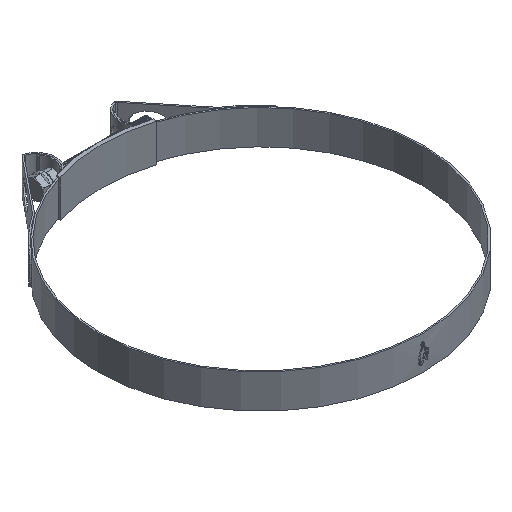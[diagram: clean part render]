
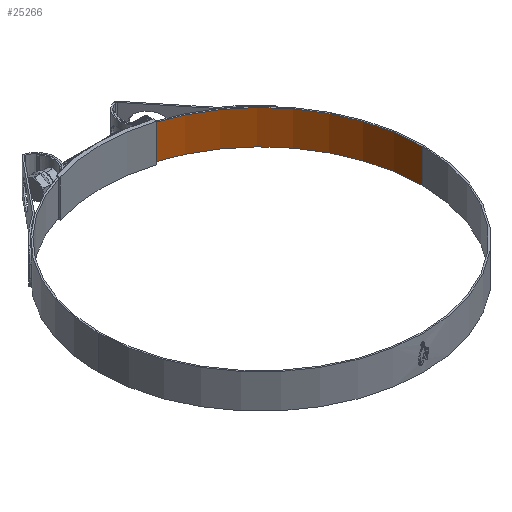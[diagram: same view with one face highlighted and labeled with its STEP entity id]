
A CAD part, isometric view. The second image highlights one B-rep face of the part: STEP entity #25266.
In plain terms, the highlighted cylindrical face has radius 132.5 mm (diameter 265 mm), a partial arc.
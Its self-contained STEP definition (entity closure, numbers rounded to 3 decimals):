
#74 = FACE_OUTER_BOUND ( 'NONE', #28435, .T. ) ;
#393 = CIRCLE ( 'NONE', #35284, 132.5 ) ;
#1181 = CARTESIAN_POINT ( 'NONE',  ( 132.5, 0., 14. ) ) ;
#1515 = ORIENTED_EDGE ( 'NONE', *, *, #23205, .T. ) ;
#2559 = DIRECTION ( 'NONE',  ( -1., 0., 0. ) ) ;
#4492 = DIRECTION ( 'NONE',  ( 0., 0., -1. ) ) ;
#5270 = CARTESIAN_POINT ( 'NONE',  ( 0., 0., 14. ) ) ;
#5738 = DIRECTION ( 'NONE',  ( 0., 0., -1. ) ) ;
#7014 = DIRECTION ( 'NONE',  ( -1., 0., 0. ) ) ;
#7069 = EDGE_CURVE ( 'NONE', #25056, #34551, #14293, .T. ) ;
#7080 = CARTESIAN_POINT ( 'NONE',  ( 132.5, 0., 14. ) ) ;
#8444 = CARTESIAN_POINT ( 'NONE',  ( 132.5, 0., -14. ) ) ;
#8772 = EDGE_CURVE ( 'NONE', #15923, #25912, #393, .T. ) ;
#9783 = CARTESIAN_POINT ( 'NONE',  ( 0., 0., 14. ) ) ;
#12171 = CYLINDRICAL_SURFACE ( 'NONE', #18405, 132.5 ) ;
#12269 = CARTESIAN_POINT ( 'NONE',  ( 37.4, 127.112, 14. ) ) ;
#14293 = CIRCLE ( 'NONE', #23171, 132.5 ) ;
#15923 = VERTEX_POINT ( 'NONE', #25320 ) ;
#17211 = VECTOR ( 'NONE', #27171, 1000. ) ;
#18027 = LINE ( 'NONE', #12269, #17211 ) ;
#18405 = AXIS2_PLACEMENT_3D ( 'NONE', #9783, #30621, #7014 ) ;
#20222 = EDGE_CURVE ( 'NONE', #25912, #34551, #25343, .T. ) ;
#23171 = AXIS2_PLACEMENT_3D ( 'NONE', #25857, #5738, #2559 ) ;
#23205 = EDGE_CURVE ( 'NONE', #15923, #25056, #18027, .T. ) ;
#25056 = VERTEX_POINT ( 'NONE', #34221 ) ;
#25248 = ORIENTED_EDGE ( 'NONE', *, *, #20222, .F. ) ;
#25266 = ADVANCED_FACE ( 'NONE', ( #74 ), #12171, .F. ) ;
#25320 = CARTESIAN_POINT ( 'NONE',  ( 37.4, 127.112, 14. ) ) ;
#25343 = LINE ( 'NONE', #7080, #27983 ) ;
#25857 = CARTESIAN_POINT ( 'NONE',  ( 0., 0., -14. ) ) ;
#25912 = VERTEX_POINT ( 'NONE', #1181 ) ;
#26048 = ORIENTED_EDGE ( 'NONE', *, *, #7069, .T. ) ;
#27171 = DIRECTION ( 'NONE',  ( 0., 0., -1. ) ) ;
#27983 = VECTOR ( 'NONE', #37091, 1000. ) ;
#28435 = EDGE_LOOP ( 'NONE', ( #25248, #36616, #1515, #26048 ) ) ;
#30621 = DIRECTION ( 'NONE',  ( 0., 0., -1. ) ) ;
#34221 = CARTESIAN_POINT ( 'NONE',  ( 37.4, 127.112, -14. ) ) ;
#34551 = VERTEX_POINT ( 'NONE', #8444 ) ;
#35284 = AXIS2_PLACEMENT_3D ( 'NONE', #5270, #4492, #37870 ) ;
#36616 = ORIENTED_EDGE ( 'NONE', *, *, #8772, .F. ) ;
#37091 = DIRECTION ( 'NONE',  ( 0., 0., -1. ) ) ;
#37870 = DIRECTION ( 'NONE',  ( -1., 0., 0. ) ) ;
